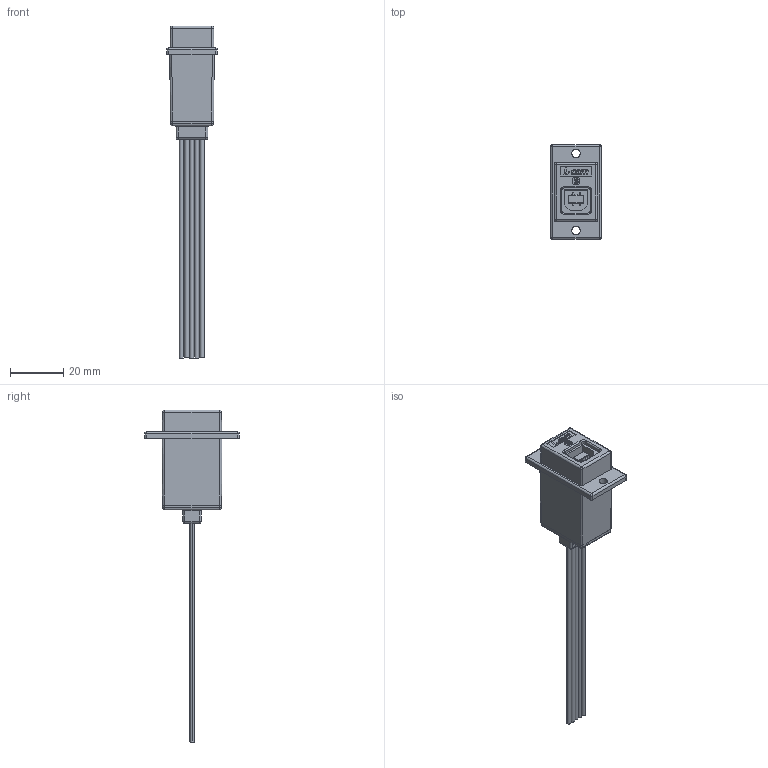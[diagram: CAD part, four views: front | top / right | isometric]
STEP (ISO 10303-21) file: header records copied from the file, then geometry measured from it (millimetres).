
FILE_DESCRIPTION (( 'STEP AP203' ), '1' );
FILE_NAME ('ECJ504B-UB.STEP', '2010-12-14T14:32:06', ( 'x' ), ( 'Microsoft' ), 'SwSTEP 2.0', 'SolidWorks 2010', '' );
FILE_SCHEMA (( 'CONFIG_CONTROL_DESIGN' ));
Products named in the file (8): 1AG01-038_TYPE B; 1BC01-024; ECJ504B-UB; 1AG01-022_TYPE A; ECJ504B-MA1; ECJ504B-MA2; 3AC11-013; 1AA05-033_with pin numbers
Assembly tree (10 placements, depth 3):
  ECJ504B-UB
    3AC11-013
      1BC01-024
      1AA05-033_with pin numbers
    1AG01-038_TYPE B
    1AG01-022_TYPE A
    ECJ504B-MA1  x3
    ECJ504B-MA2  x2
Bounding box: 19.05 x 35.56 x 124.66 mm (x, y, z)
Volume: 9270.6 mm3; surface area: 12725 mm2
Topology: 13 solids, 13 shells, 1370 faces, 3716 edges, 2432 vertices
Faces by surface type: plane 958, bspline 196, cylinder 184, sphere 20, torus 12
Entity records: 56150 total; most frequent: CARTESIAN_POINT 22106, ORIENTED_EDGE 7372, DIRECTION 5924, EDGE_CURVE 3686, VECTOR 2936, LINE 2936, VERTEX_POINT 2420, AXIS2_PLACEMENT_3D 1494
